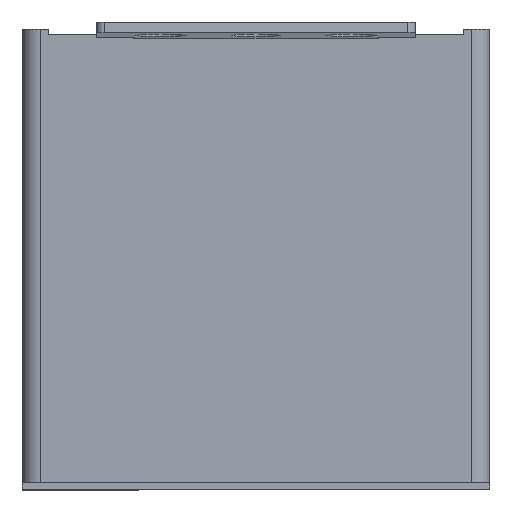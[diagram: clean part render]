
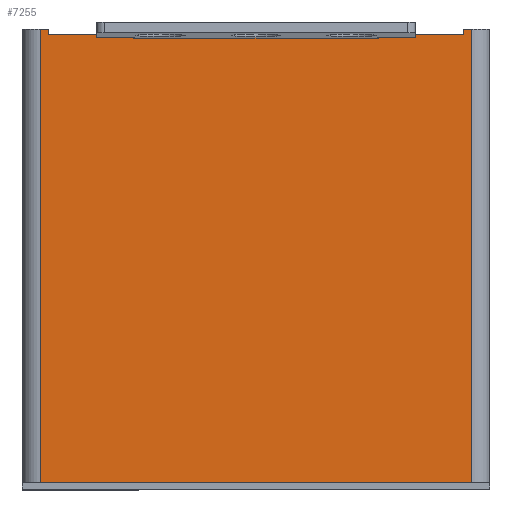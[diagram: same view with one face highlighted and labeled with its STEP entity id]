
A CAD part, top view. The second image highlights one B-rep face of the part: STEP entity #7255.
In plain terms, the highlighted planar face has unit normal (0, 0, 1).
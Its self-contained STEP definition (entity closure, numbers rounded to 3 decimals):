
#427=ORIENTED_EDGE('',*,*,#2514,.T.);
#428=ORIENTED_EDGE('',*,*,#2551,.F.);
#429=ORIENTED_EDGE('',*,*,#2552,.T.);
#430=ORIENTED_EDGE('',*,*,#2553,.T.);
#431=ORIENTED_EDGE('',*,*,#2457,.T.);
#432=ORIENTED_EDGE('',*,*,#2554,.F.);
#433=ORIENTED_EDGE('',*,*,#2555,.F.);
#434=ORIENTED_EDGE('',*,*,#2556,.T.);
#435=ORIENTED_EDGE('',*,*,#2557,.F.);
#436=ORIENTED_EDGE('',*,*,#2558,.F.);
#437=ORIENTED_EDGE('',*,*,#2559,.T.);
#438=ORIENTED_EDGE('',*,*,#2560,.T.);
#2457=EDGE_CURVE('',#3540,#3539,#4259,.T.);
#2514=EDGE_CURVE('',#3586,#3585,#4316,.T.);
#2551=EDGE_CURVE('',#3617,#3585,#4353,.T.);
#2552=EDGE_CURVE('',#3617,#3618,#4354,.T.);
#2553=EDGE_CURVE('',#3618,#3540,#4355,.T.);
#2554=EDGE_CURVE('',#3619,#3539,#4356,.T.);
#2555=EDGE_CURVE('',#3620,#3619,#4357,.T.);
#2556=EDGE_CURVE('',#3620,#3621,#4358,.T.);
#2557=EDGE_CURVE('',#3622,#3621,#4359,.T.);
#2558=EDGE_CURVE('',#3623,#3622,#4360,.T.);
#2559=EDGE_CURVE('',#3623,#3624,#4361,.T.);
#2560=EDGE_CURVE('',#3624,#3586,#4362,.T.);
#3539=VERTEX_POINT('',#11066);
#3540=VERTEX_POINT('',#11068);
#3585=VERTEX_POINT('',#11181);
#3586=VERTEX_POINT('',#11183);
#3617=VERTEX_POINT('',#11258);
#3618=VERTEX_POINT('',#11260);
#3619=VERTEX_POINT('',#11263);
#3620=VERTEX_POINT('',#11265);
#3621=VERTEX_POINT('',#11267);
#3622=VERTEX_POINT('',#11269);
#3623=VERTEX_POINT('',#11271);
#3624=VERTEX_POINT('',#11273);
#4259=LINE('',#11067,#5199);
#4316=LINE('',#11182,#5256);
#4353=LINE('',#11257,#5293);
#4354=LINE('',#11259,#5294);
#4355=LINE('',#11261,#5295);
#4356=LINE('',#11262,#5296);
#4357=LINE('',#11264,#5297);
#4358=LINE('',#11266,#5298);
#4359=LINE('',#11268,#5299);
#4360=LINE('',#11270,#5300);
#4361=LINE('',#11272,#5301);
#4362=LINE('',#11274,#5302);
#5199=VECTOR('',#9062,1000.);
#5256=VECTOR('',#9143,1000.);
#5293=VECTOR('',#9194,1000.);
#5294=VECTOR('',#9195,1000.);
#5295=VECTOR('',#9196,1000.);
#5296=VECTOR('',#9197,1000.);
#5297=VECTOR('',#9198,1000.);
#5298=VECTOR('',#9199,1000.);
#5299=VECTOR('',#9200,1000.);
#5300=VECTOR('',#9201,1000.);
#5301=VECTOR('',#9202,1000.);
#5302=VECTOR('',#9203,1000.);
#6152=EDGE_LOOP('',(#427,#428,#429,#430,#431,#432,#433,#434,#435,#436,#437,
#438));
#6552=FACE_BOUND('',#6152,.T.);
#6952=PLANE('',#8542);
#7255=ADVANCED_FACE('',(#6552),#6952,.T.);
#8542=AXIS2_PLACEMENT_3D('',#11256,#9192,#9193);
#9062=DIRECTION('',(-1.,0.,0.));
#9143=DIRECTION('',(-1.,0.,0.));
#9192=DIRECTION('',(0.,0.,1.));
#9193=DIRECTION('',(0.,-1.,0.));
#9194=DIRECTION('',(0.,1.,0.));
#9195=DIRECTION('',(-1.,0.,0.));
#9196=DIRECTION('',(0.,1.,0.));
#9197=DIRECTION('',(0.,-1.,0.));
#9198=DIRECTION('',(1.,0.,0.));
#9199=DIRECTION('',(0.,-1.,0.));
#9200=DIRECTION('',(-1.,0.,0.));
#9201=DIRECTION('',(0.,-1.,0.));
#9202=DIRECTION('',(-1.,0.,0.));
#9203=DIRECTION('',(0.,-1.,0.));
#11066=CARTESIAN_POINT('',(-5.867,6.33,7.));
#11067=CARTESIAN_POINT('',(6.6,6.33,7.));
#11068=CARTESIAN_POINT('',(-3.45,6.33,7.));
#11181=CARTESIAN_POINT('',(3.45,6.33,7.));
#11182=CARTESIAN_POINT('',(6.6,6.33,7.));
#11183=CARTESIAN_POINT('',(5.867,6.33,7.));
#11256=CARTESIAN_POINT('',(6.6,-6.33,7.));
#11257=CARTESIAN_POINT('',(3.45,6.23,7.));
#11258=CARTESIAN_POINT('',(3.45,6.23,7.));
#11259=CARTESIAN_POINT('',(3.45,6.23,7.));
#11260=CARTESIAN_POINT('',(-3.45,6.23,7.));
#11261=CARTESIAN_POINT('',(-3.45,6.23,7.));
#11262=CARTESIAN_POINT('',(-5.867,6.475,7.));
#11263=CARTESIAN_POINT('',(-5.867,6.475,7.));
#11264=CARTESIAN_POINT('',(-6.6,6.475,7.));
#11265=CARTESIAN_POINT('',(-6.1,6.475,7.));
#11266=CARTESIAN_POINT('',(-6.1,6.475,7.));
#11267=CARTESIAN_POINT('',(-6.1,-6.33,7.));
#11268=CARTESIAN_POINT('',(6.6,-6.33,7.));
#11269=CARTESIAN_POINT('',(6.1,-6.33,7.));
#11270=CARTESIAN_POINT('',(6.1,6.475,7.));
#11271=CARTESIAN_POINT('',(6.1,6.475,7.));
#11272=CARTESIAN_POINT('',(6.6,6.475,7.));
#11273=CARTESIAN_POINT('',(5.867,6.475,7.));
#11274=CARTESIAN_POINT('',(5.867,6.475,7.));
